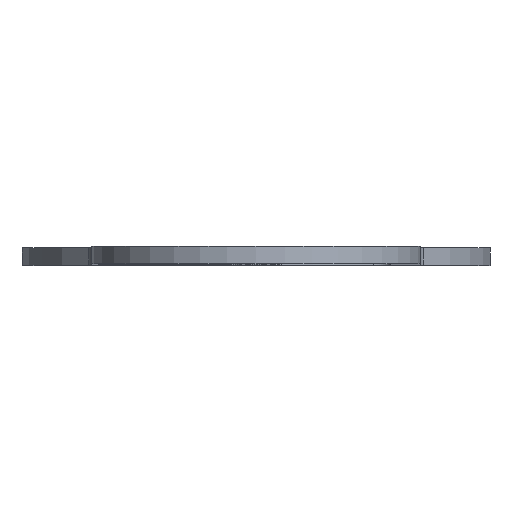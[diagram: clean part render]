
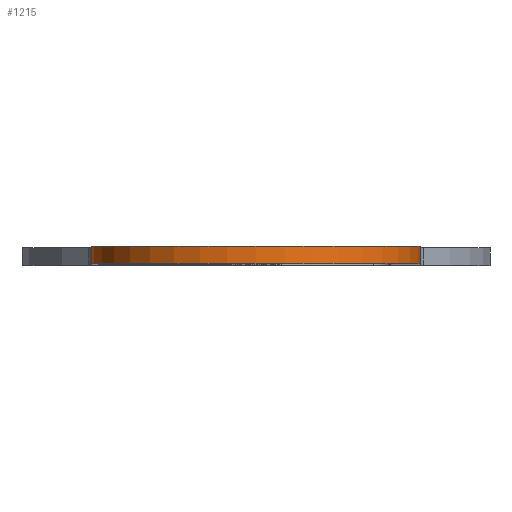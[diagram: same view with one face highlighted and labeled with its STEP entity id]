
A CAD part, top view. The second image highlights one B-rep face of the part: STEP entity #1215.
In plain terms, the highlighted cylindrical face has radius 28 mm (diameter 56 mm), a partial arc.
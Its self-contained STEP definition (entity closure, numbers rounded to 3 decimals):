
#101=FACE_OUTER_BOUND('',#163,.T.);
#163=EDGE_LOOP('',(#967,#968,#969,#970));
#261=LINE('',#2144,#341);
#262=LINE('',#2147,#342);
#341=VECTOR('',#1776,10.);
#342=VECTOR('',#1779,10.);
#443=CIRCLE('',#1393,28.);
#444=CIRCLE('',#1394,28.);
#559=VERTEX_POINT('',#2140);
#560=VERTEX_POINT('',#2141);
#561=VERTEX_POINT('',#2143);
#562=VERTEX_POINT('',#2145);
#733=EDGE_CURVE('',#559,#560,#443,.T.);
#734=EDGE_CURVE('',#560,#561,#261,.T.);
#735=EDGE_CURVE('',#562,#561,#444,.T.);
#736=EDGE_CURVE('',#559,#562,#262,.T.);
#967=ORIENTED_EDGE('',*,*,#733,.T.);
#968=ORIENTED_EDGE('',*,*,#734,.T.);
#969=ORIENTED_EDGE('',*,*,#735,.F.);
#970=ORIENTED_EDGE('',*,*,#736,.F.);
#1157=CYLINDRICAL_SURFACE('',#1392,28.);
#1215=ADVANCED_FACE('',(#101),#1157,.T.);
#1392=AXIS2_PLACEMENT_3D('',#2139,#1772,#1773);
#1393=AXIS2_PLACEMENT_3D('',#2142,#1774,#1775);
#1394=AXIS2_PLACEMENT_3D('',#2146,#1777,#1778);
#1772=DIRECTION('center_axis',(0.,1.,0.));
#1773=DIRECTION('ref_axis',(-1.,0.,0.));
#1774=DIRECTION('center_axis',(0.,1.,0.));
#1775=DIRECTION('ref_axis',(-1.,0.,0.));
#1776=DIRECTION('',(0.,1.,0.));
#1777=DIRECTION('center_axis',(0.,1.,0.));
#1778=DIRECTION('ref_axis',(-1.,0.,0.));
#1779=DIRECTION('',(0.,1.,0.));
#2139=CARTESIAN_POINT('Origin',(0.,0.,-21.));
#2140=CARTESIAN_POINT('',(-28.,0.,-21.));
#2141=CARTESIAN_POINT('',(28.,0.,-21.));
#2142=CARTESIAN_POINT('Origin',(0.,0.,-21.));
#2143=CARTESIAN_POINT('',(28.,3.,-21.));
#2144=CARTESIAN_POINT('',(28.,0.,-21.));
#2145=CARTESIAN_POINT('',(-28.,3.,-21.));
#2146=CARTESIAN_POINT('Origin',(0.,3.,-21.));
#2147=CARTESIAN_POINT('',(-28.,0.,-21.));
